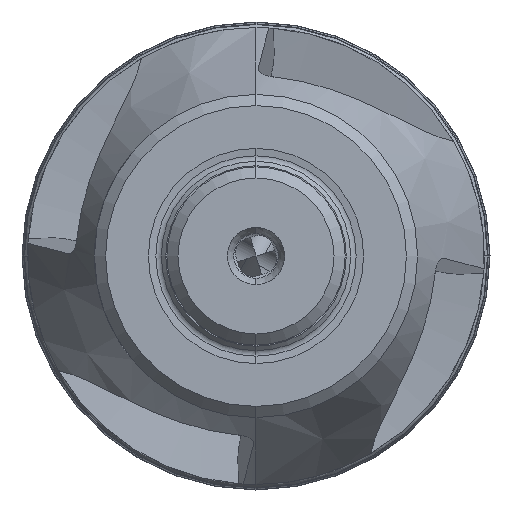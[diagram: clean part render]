
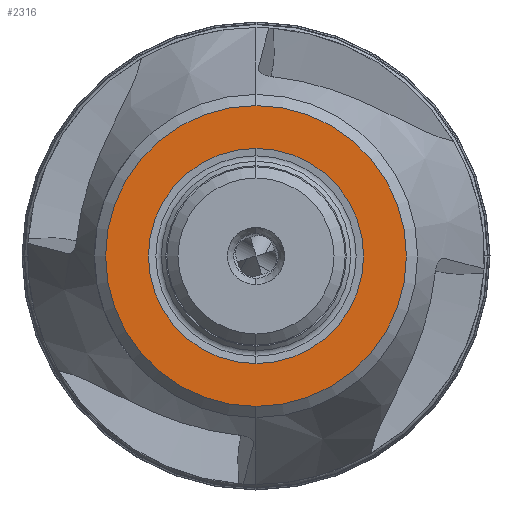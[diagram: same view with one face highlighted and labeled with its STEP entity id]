
A CAD part, left-side view. The second image highlights one B-rep face of the part: STEP entity #2316.
In plain terms, the highlighted planar face has unit normal (-1, 0, 0).
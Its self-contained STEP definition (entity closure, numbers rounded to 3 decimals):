
#423 = ORIENTED_EDGE ( 'NONE', *, *, #1834, .T. ) ;
#424 = ORIENTED_EDGE ( 'NONE', *, *, #1941, .T. ) ;
#425 = ORIENTED_EDGE ( 'NONE', *, *, #1839, .F. ) ;
#426 = ORIENTED_EDGE ( 'NONE', *, *, #1939, .F. ) ;
#895 = CIRCLE ( 'NONE', #2147, 9.653 ) ;
#905 = CIRCLE ( 'NONE', #2149, 13.5 ) ;
#1007 = CIRCLE ( 'NONE', #2172, 13.5 ) ;
#1008 = CIRCLE ( 'NONE', #2180, 9.653 ) ;
#1610 = AXIS2_PLACEMENT_3D ( 'NONE', #5012, #5014, #5015 ) ;
#1834 = EDGE_CURVE ( 'NONE', #2388, #2395, #895, .T. ) ;
#1839 = EDGE_CURVE ( 'NONE', #2365, #2368, #905, .T. ) ;
#1939 = EDGE_CURVE ( 'NONE', #2368, #2365, #1007, .T. ) ;
#1941 = EDGE_CURVE ( 'NONE', #2395, #2388, #1008, .T. ) ;
#2147 = AXIS2_PLACEMENT_3D ( 'NONE', #3802, #3808, #3809 ) ;
#2149 = AXIS2_PLACEMENT_3D ( 'NONE', #3819, #3820, #3821 ) ;
#2172 = AXIS2_PLACEMENT_3D ( 'NONE', #4151, #4158, #4159 ) ;
#2180 = AXIS2_PLACEMENT_3D ( 'NONE', #4154, #4163, #4164 ) ;
#2316 = ADVANCED_FACE ( 'NONE', ( #5381, #5391 ), #5013, .T. ) ;
#2365 = VERTEX_POINT ( 'NONE', #5092 ) ;
#2368 = VERTEX_POINT ( 'NONE', #5150 ) ;
#2388 = VERTEX_POINT ( 'NONE', #5169 ) ;
#2395 = VERTEX_POINT ( 'NONE', #5176 ) ;
#2630 = EDGE_LOOP ( 'NONE', ( #423, #424 ) ) ;
#3802 = CARTESIAN_POINT ( 'NONE',  ( -41.186, 0., 0. ) ) ;
#3808 = DIRECTION ( 'NONE',  ( 1., 0., 0. ) ) ;
#3809 = DIRECTION ( 'NONE',  ( 0., 0., -1. ) ) ;
#3819 = CARTESIAN_POINT ( 'NONE',  ( -41.186, 0., 0. ) ) ;
#3820 = DIRECTION ( 'NONE',  ( 1., 0., 0. ) ) ;
#3821 = DIRECTION ( 'NONE',  ( 0., 0., -1. ) ) ;
#3920 = EDGE_LOOP ( 'NONE', ( #425, #426 ) ) ;
#4151 = CARTESIAN_POINT ( 'NONE',  ( -41.186, 0., 0. ) ) ;
#4154 = CARTESIAN_POINT ( 'NONE',  ( -41.186, 0., 0. ) ) ;
#4158 = DIRECTION ( 'NONE',  ( 1., 0., 0. ) ) ;
#4159 = DIRECTION ( 'NONE',  ( 0., 0., -1. ) ) ;
#4163 = DIRECTION ( 'NONE',  ( 1., 0., 0. ) ) ;
#4164 = DIRECTION ( 'NONE',  ( 0., 0., -1. ) ) ;
#5012 = CARTESIAN_POINT ( 'NONE',  ( -41.186, 9.653, 0. ) ) ;
#5013 = PLANE ( 'NONE',  #1610 ) ;
#5014 = DIRECTION ( 'NONE',  ( -1., 0., 0. ) ) ;
#5015 = DIRECTION ( 'NONE',  ( 0., 0., 1. ) ) ;
#5092 = CARTESIAN_POINT ( 'NONE',  ( -41.186, 0., -13.5 ) ) ;
#5150 = CARTESIAN_POINT ( 'NONE',  ( -41.186, 0., 13.5 ) ) ;
#5169 = CARTESIAN_POINT ( 'NONE',  ( -41.186, 0., 9.653 ) ) ;
#5176 = CARTESIAN_POINT ( 'NONE',  ( -41.186, 0., -9.653 ) ) ;
#5381 = FACE_BOUND ( 'NONE', #2630, .T. ) ;
#5391 = FACE_OUTER_BOUND ( 'NONE', #3920, .T. ) ;
